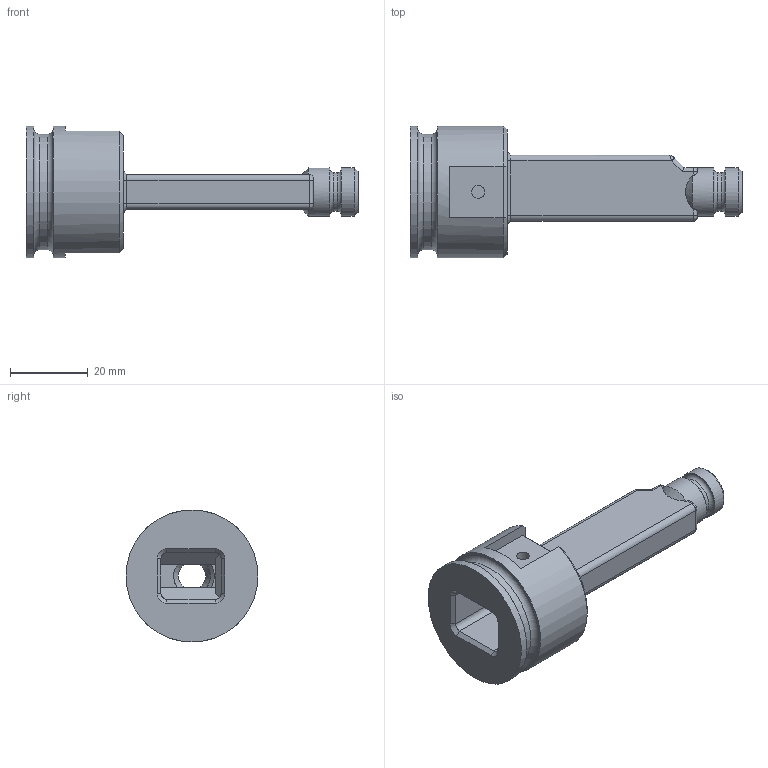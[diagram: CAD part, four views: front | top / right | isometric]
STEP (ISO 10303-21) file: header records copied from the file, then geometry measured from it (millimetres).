
FILE_DESCRIPTION(/* description */ (''),/* implementation_level */ '2;1');
FILE_NAME(/* name */ 'ThinBoltConcept.stp';FILE_SCHEMA (('AUTOMOTIVE_DESIGN { 1 0 10303 214 3 1 1 }'));
FILE_SCHEMA (('AUTOMOTIVE_DESIGN { 1 0 10303 214 3 1 1 }'));
Length unit declared in the file: millimetre
Products named in the file (1): Main
Bounding box: 85.53 x 34 x 34 mm (x, y, z)
Volume: 19451.3 mm3; surface area: 11107.3 mm2
Topology: 1 solids, 1 shells, 115 faces, 276 edges, 168 vertices
Faces by surface type: plane 56, cylinder 31, cone 16, bspline 6, torus 4, sphere 2
Full cylindrical faces by diameter (mm): 3.305 x2, 7 x1, 9.5 x2, 10 x1, 12.5 x2, 29.8 x1, 34 x2
Entity records: 3370 total; most frequent: CARTESIAN_POINT 755, DIRECTION 555, ORIENTED_EDGE 506, EDGE_CURVE 253, AXIS2_PLACEMENT_3D 208, VERTEX_POINT 165, EDGE_LOOP 142, LINE 139
